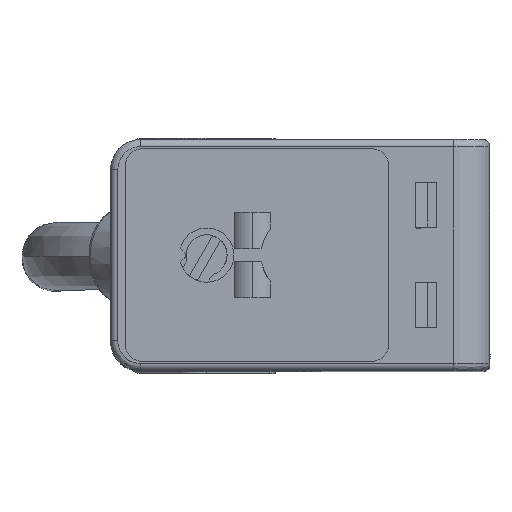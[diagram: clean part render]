
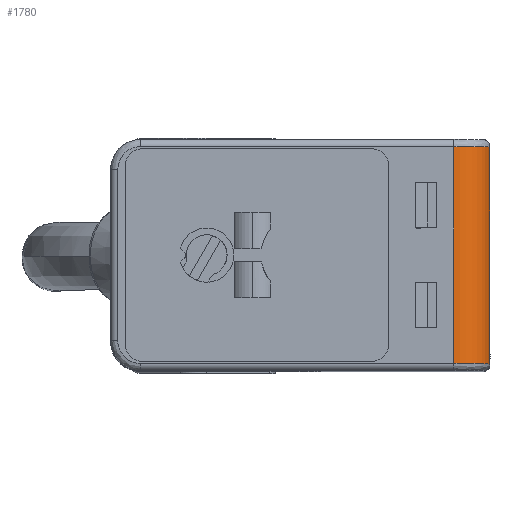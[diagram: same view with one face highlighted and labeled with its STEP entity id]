
A CAD part, top view. The second image highlights one B-rep face of the part: STEP entity #1780.
In plain terms, the highlighted cylindrical face has radius 2 mm (diameter 4 mm), a partial arc.
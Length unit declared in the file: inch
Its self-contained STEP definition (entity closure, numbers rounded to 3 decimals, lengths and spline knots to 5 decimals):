
#41 = DIRECTION ( 'NONE',  ( 1., 0., 0. ) ) ;
#343 = EDGE_CURVE ( 'NONE', #11481, #8989, #1277, .T. ) ;
#1099 = EDGE_CURVE ( 'NONE', #8989, #6386, #6601, .T. ) ;
#1224 = ORIENTED_EDGE ( 'NONE', *, *, #343, .T. ) ;
#1277 = LINE ( 'NONE', #1301, #5811 ) ;
#1301 = CARTESIAN_POINT ( 'NONE',  ( -0.07874, -0.07874, 1.22835 ) ) ;
#1335 = LINE ( 'NONE', #4166, #6624 ) ;
#1348 = DIRECTION ( 'NONE',  ( 0., -1., 0. ) ) ;
#1725 = AXIS2_PLACEMENT_3D ( 'NONE', #8711, #2653, #12562 ) ;
#1780 = ADVANCED_FACE ( 'NONE', ( #8369 ), #9763, .T. ) ;
#2094 = CARTESIAN_POINT ( 'NONE',  ( -0.07874, -0.23622, 1.14961 ) ) ;
#2158 = AXIS2_PLACEMENT_3D ( 'NONE', #2094, #9031, #3102 ) ;
#2653 = DIRECTION ( 'NONE',  ( 0., 1., 0. ) ) ;
#2686 = ORIENTED_EDGE ( 'NONE', *, *, #12105, .T. ) ;
#3102 = DIRECTION ( 'NONE',  ( 1., 0., 0. ) ) ;
#3301 = EDGE_LOOP ( 'NONE', ( #1224, #11967, #2686, #7218 ) ) ;
#3905 = EDGE_CURVE ( 'NONE', #11481, #11347, #5872, .T. ) ;
#4166 = CARTESIAN_POINT ( 'NONE',  ( 0., -0.07874, 1.14961 ) ) ;
#4770 = CARTESIAN_POINT ( 'NONE',  ( -0.07874, -0.07874, 1.14961 ) ) ;
#5811 = VECTOR ( 'NONE', #1348, 39.37008 ) ;
#5872 = CIRCLE ( 'NONE', #1725, 0.07874 ) ;
#5908 = CARTESIAN_POINT ( 'NONE',  ( -0.07874, 0.23622, 1.22835 ) ) ;
#6386 = VERTEX_POINT ( 'NONE', #8122 ) ;
#6601 = CIRCLE ( 'NONE', #2158, 0.07874 ) ;
#6624 = VECTOR ( 'NONE', #6961, 39.37008 ) ;
#6961 = DIRECTION ( 'NONE',  ( 0., 1., 0. ) ) ;
#7218 = ORIENTED_EDGE ( 'NONE', *, *, #3905, .F. ) ;
#8122 = CARTESIAN_POINT ( 'NONE',  ( 0., -0.23622, 1.14961 ) ) ;
#8369 = FACE_OUTER_BOUND ( 'NONE', #3301, .T. ) ;
#8490 = CARTESIAN_POINT ( 'NONE',  ( -0.07874, -0.23622, 1.22835 ) ) ;
#8711 = CARTESIAN_POINT ( 'NONE',  ( -0.07874, 0.23622, 1.14961 ) ) ;
#8882 = AXIS2_PLACEMENT_3D ( 'NONE', #4770, #12755, #41 ) ;
#8989 = VERTEX_POINT ( 'NONE', #8490 ) ;
#9031 = DIRECTION ( 'NONE',  ( 0., 1., 0. ) ) ;
#9411 = CARTESIAN_POINT ( 'NONE',  ( 0., 0.23622, 1.14961 ) ) ;
#9763 = CYLINDRICAL_SURFACE ( 'NONE', #8882, 0.07874 ) ;
#11347 = VERTEX_POINT ( 'NONE', #9411 ) ;
#11481 = VERTEX_POINT ( 'NONE', #5908 ) ;
#11967 = ORIENTED_EDGE ( 'NONE', *, *, #1099, .T. ) ;
#12105 = EDGE_CURVE ( 'NONE', #6386, #11347, #1335, .T. ) ;
#12562 = DIRECTION ( 'NONE',  ( 1., 0., 0. ) ) ;
#12755 = DIRECTION ( 'NONE',  ( 0., -1., 0. ) ) ;
